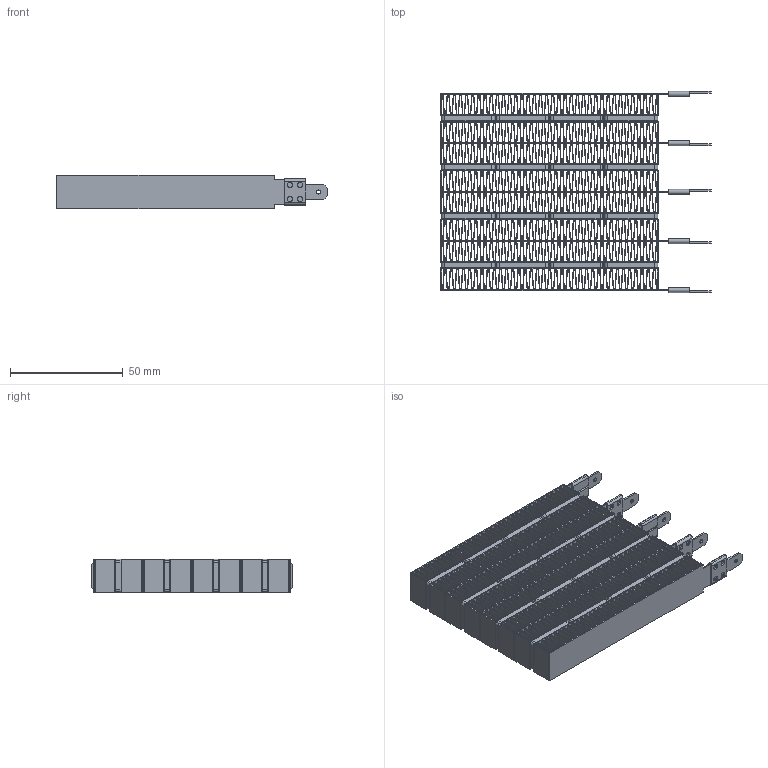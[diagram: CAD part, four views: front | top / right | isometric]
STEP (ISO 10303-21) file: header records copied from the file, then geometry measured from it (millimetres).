
FILE_DESCRIPTION(('Нагреватель MZFR. Файл скачан с сайта www.sktech.ru'),'2;1');
FILE_NAME('mzfr.stp','2022-08-13T13:05:33',(''),(''),'FreeCAD','FreeCAD',', , ');
FILE_SCHEMA(('CONFIG_CONTROL_DESIGN'));
Length unit declared in the file: millimetre
Products named in the file (5): MZFR1; PART1; PART2; LUG; PART3
Assembly tree (14 placements, depth 2):
  MZFR1
    PART1  x4
    PART2  x5
    LUG  x2
    PART3  x3
Bounding box: 120 x 89.3 x 15 mm (x, y, z)
Volume: 39923.3 mm3; surface area: 220217 mm2
Topology: 38 solids, 38 shells, 2824 faces, 8174 edges, 5446 vertices
Faces by surface type: plane 1424, cylinder 1292, bspline 108
Entity records: 24515 total; most frequent: CARTESIAN_POINT 4551, DIRECTION 4208, ORIENTED_EDGE 4204, EDGE_CURVE 2102, VECTOR 1414, LINE 1414, VERTEX_POINT 1400, AXIS2_PLACEMENT_3D 1397
